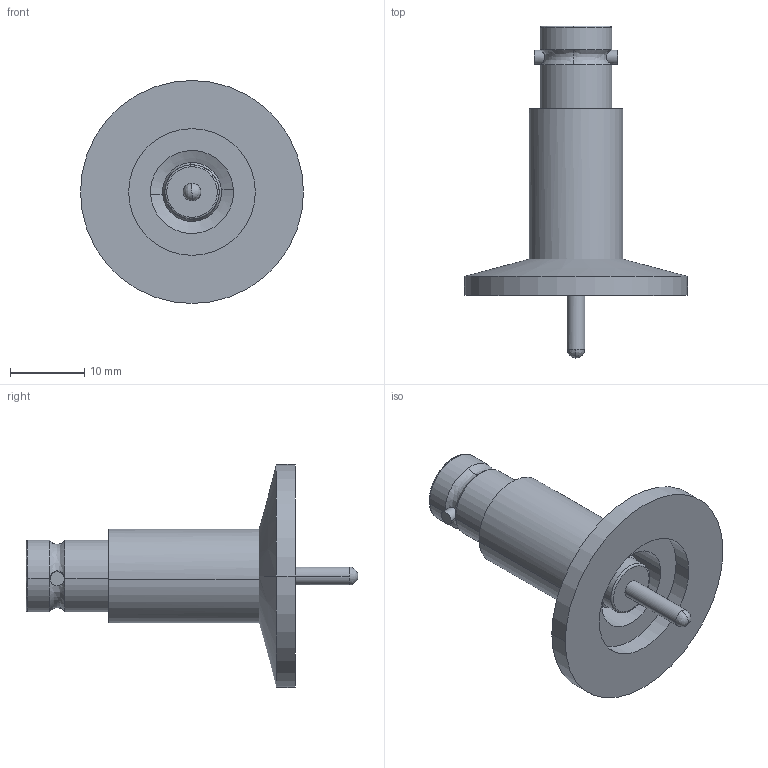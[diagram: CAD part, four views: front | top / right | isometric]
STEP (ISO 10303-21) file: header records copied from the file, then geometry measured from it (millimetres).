
FILE_DESCRIPTION (( 'STEP AP203' ), '1' );
FILE_NAME ('A0476-1-QF.STEP', '2013-08-28T12:51:50', ( '' ), ( '' ), 'SwSTEP 2.0', 'SolidWorks 2012', '' );
FILE_SCHEMA (( 'CONFIG_CONTROL_DESIGN' ));
Length unit declared in the file: inch
Products named in the file (1): A0476-1-QF
Bounding box: 29.97 x 44.6 x 29.97 mm (x, y, z)
Volume: 3888.7 mm3; surface area: 5323.7 mm2
Topology: 1 solids, 1 shells, 110 faces, 251 edges, 156 vertices
Faces by surface type: cylinder 54, plane 24, bspline 16, cone 16
Entity records: 3555 total; most frequent: CARTESIAN_POINT 970, DIRECTION 576, ORIENTED_EDGE 494, EDGE_CURVE 247, AXIS2_PLACEMENT_3D 246, VERTEX_POINT 156, CIRCLE 151, EDGE_LOOP 127
